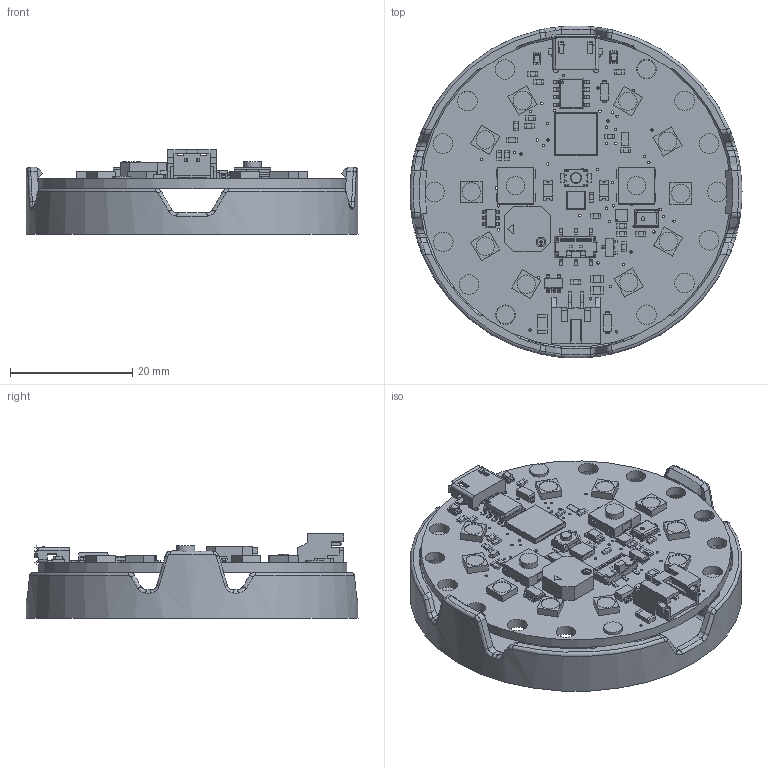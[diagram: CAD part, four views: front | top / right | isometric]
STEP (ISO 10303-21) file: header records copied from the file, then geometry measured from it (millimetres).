
FILE_DESCRIPTION(/* description */ (''),/* implementation_level */ '2;1');
FILE_NAME(/* name */ 'Snapfit CPX Case.step',/* time_stamp */ '2019-09-24T12:56:50-04:00',/* author */ (''),/* organization */ (''),/* preprocessor_version */ 'ST-DEVELOPER v18',/* originating_system */ 'Autodesk Translation Framework v8.6.0.1094',/* authorisation */ '');
FILE_SCHEMA (('AUTOMOTIVE_DESIGN { 1 0 10303 214 3 1 1 }'));
Length unit declared in the file: millimetre
Products named in the file (28): Snapfit CPX Case; CPX No Silk v4; PCB Component; Board; 10uF; 10K; RED; KMR2; MicroB USB; 3-6VDC; MBR120; EG1390; EVQQ; WS2812B3535; LIS3DH; ALS-PT19-315C; THERM; AP2112K-3.3; 7.5mm SPK; ATSAMD21G18MU; SPI FLASH; 6V+ 500mA; MIC_PDM; VSOP383; IR TX; PAM8301; mmbt2222; CPX Mount
Assembly tree (57 placements, depth 4):
  Snapfit CPX Case
    CPX No Silk v4
      PCB Component
        Board
        10uF  x2
        10K  x17
        RED  x2
        KMR2
        MicroB USB
        3-6VDC
        MBR120  x2
        EG1390
        EVQQ  x2
        WS2812B3535  x10
        LIS3DH
        ALS-PT19-315C
        THERM
        AP2112K-3.3
        7.5mm SPK
        ATSAMD21G18MU
        SPI FLASH
        6V+ 500mA
        MIC_PDM
        VSOP383
        IR TX  x2
        PAM8301
        mmbt2222
    CPX Mount
Bounding box: 54.4 x 54.4 x 13.87 mm (x, y, z)
Volume: 8104.6 mm3; surface area: 12663.8 mm2
Topology: 117 solids, 117 shells, 3018 faces, 8023 edges, 5200 vertices
Faces by surface type: plane 2414, cylinder 497, bspline 48, torus 32, sphere 20, cone 7
Full cylindrical faces by diameter (mm): 0.2 x1, 0.394 x83, 0.5 x1, 0.65 x1, 0.7 x2, 0.8 x4, 1 x2, 1.2 x1, 1.6 x1, 1.8 x1, 3 x16, 3.2 x14, 54.4 x1
Entity records: 81804 total; most frequent: CARTESIAN_POINT 15117, ORIENTED_EDGE 13552, DIRECTION 12892, EDGE_CURVE 6776, LINE 5614, VECTOR 5614, VERTEX_POINT 4380, AXIS2_PLACEMENT_3D 3639
